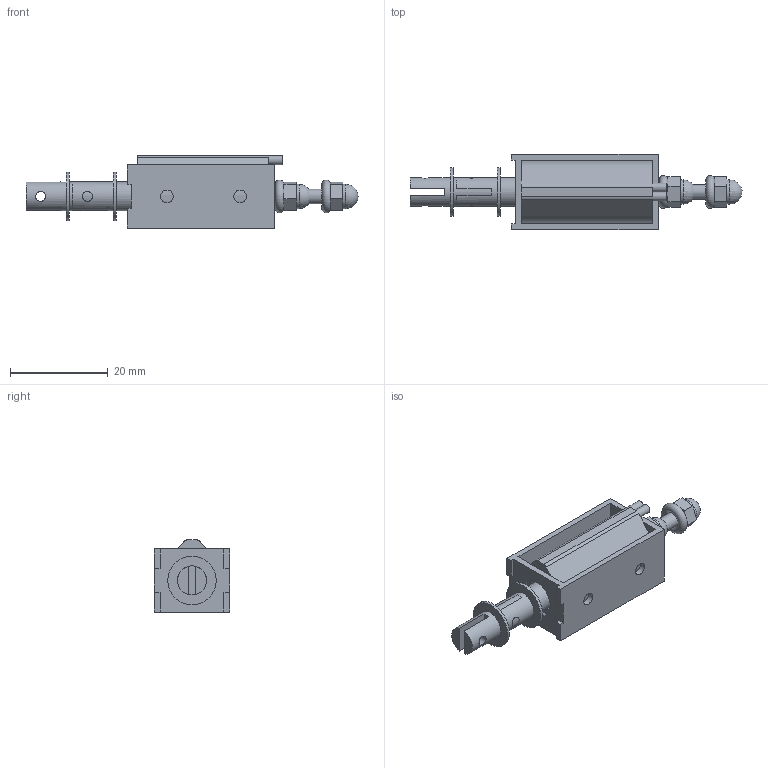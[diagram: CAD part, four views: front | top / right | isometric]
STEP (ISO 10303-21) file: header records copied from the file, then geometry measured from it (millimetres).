
FILE_DESCRIPTION(/* description */ ('Alibre Inc.'),/* implementation_level */ '2;1');
FILE_NAME(/* name */ 'export-3E91FC0F-ED45-4620-8375-7B15F66F2004',/* time_stamp */ '2019-12-09T19:06:57-05:00',/* author */ (''),/* organization */ (''),/* preprocessor_version */ 'ST-DEVELOPER v17',/* originating_system */ 'Alibre',/* authorisation */ '');
FILE_SCHEMA (('CONFIG_CONTROL_DESIGN'));
Length unit declared in the file: millimetre
Bounding box: 68.08 x 15.5 x 14.82 mm (x, y, z)
Volume: 4179.4 mm3; surface area: 6437.9 mm2
Topology: 1 solids, 9 shells, 99 faces, 242 edges, 158 vertices
Faces by surface type: plane 66, cylinder 25, torus 4, sphere 2, cone 2
Full cylindrical faces by diameter (mm): 1.8 x2, 2.057 x4, 2.6 x2, 3 x5, 4.98 x2, 5 x1, 5.94 x4, 6.5 x1, 8 x1, 9.94 x2
Entity records: 2158 total; most frequent: CARTESIAN_POINT 366, ORIENTED_EDGE 296, DIRECTION 252, EDGE_CURVE 146, EDGE_LOOP 110, FACE_BOUND 110, VERTEX_POINT 106, AXIS2_PLACEMENT_3D 98
